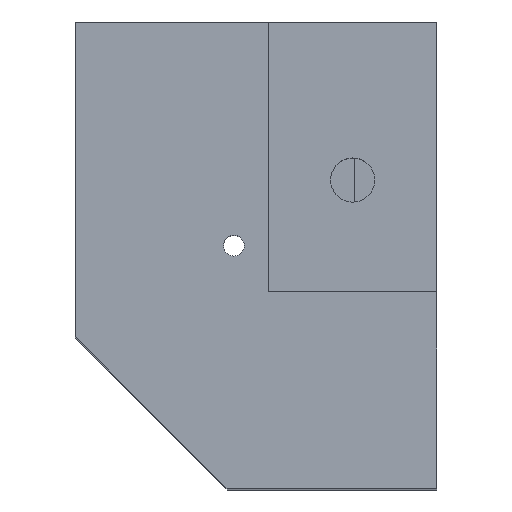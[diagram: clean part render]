
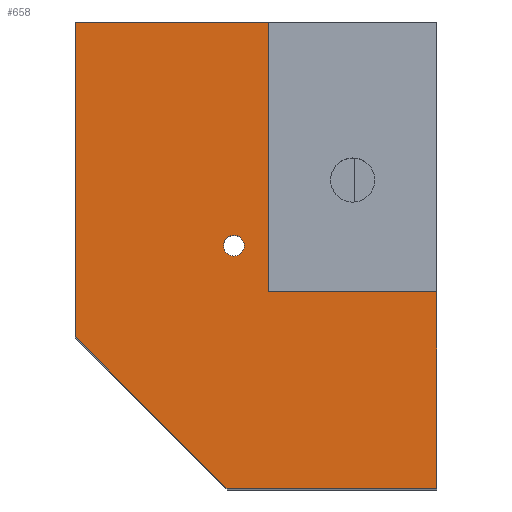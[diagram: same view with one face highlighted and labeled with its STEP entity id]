
A CAD part, top view. The second image highlights one B-rep face of the part: STEP entity #658.
In plain terms, the highlighted planar face has unit normal (0, 0, 1).
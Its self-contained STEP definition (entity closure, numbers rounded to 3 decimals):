
#240 = VERTEX_POINT('',#241);
#241 = CARTESIAN_POINT('',(0.,33.8,47.945));
#265 = VERTEX_POINT('',#266);
#266 = CARTESIAN_POINT('',(0.,11.,47.945));
#272 = EDGE_CURVE('',#265,#240,#273,.T.);
#273 = LINE('',#274,#275);
#274 = CARTESIAN_POINT('',(0.,11.,47.945));
#275 = VECTOR('',#276,1.);
#276 = DIRECTION('',(0.,1.,0.));
#309 = EDGE_CURVE('',#240,#310,#312,.T.);
#310 = VERTEX_POINT('',#311);
#311 = CARTESIAN_POINT('',(14.01,33.8,47.945));
#312 = LINE('',#313,#314);
#313 = CARTESIAN_POINT('',(0.,33.8,47.945));
#314 = VECTOR('',#315,1.);
#315 = DIRECTION('',(1.,0.,0.));
#358 = VERTEX_POINT('',#359);
#359 = CARTESIAN_POINT('',(26.2,14.265,47.945));
#365 = EDGE_CURVE('',#358,#366,#368,.T.);
#366 = VERTEX_POINT('',#367);
#367 = CARTESIAN_POINT('',(26.2,0.,47.945));
#368 = LINE('',#369,#370);
#369 = CARTESIAN_POINT('',(26.2,33.8,47.945));
#370 = VECTOR('',#371,1.);
#371 = DIRECTION('',(0.,-1.,0.));
#641 = VERTEX_POINT('',#642);
#642 = CARTESIAN_POINT('',(11.,0.,47.945));
#648 = EDGE_CURVE('',#265,#641,#649,.T.);
#649 = LINE('',#650,#651);
#650 = CARTESIAN_POINT('',(0.,11.,47.945));
#651 = VECTOR('',#652,1.);
#652 = DIRECTION('',(0.707,-0.707,0.));
#658 = ADVANCED_FACE('',(#659,#685),#696,.T.);
#659 = FACE_BOUND('',#660,.T.);
#660 = EDGE_LOOP('',(#661,#662,#663,#669,#670,#678,#684));
#661 = ORIENTED_EDGE('',*,*,#272,.F.);
#662 = ORIENTED_EDGE('',*,*,#648,.T.);
#663 = ORIENTED_EDGE('',*,*,#664,.T.);
#664 = EDGE_CURVE('',#641,#366,#665,.T.);
#665 = LINE('',#666,#667);
#666 = CARTESIAN_POINT('',(25.99,0.,47.945));
#667 = VECTOR('',#668,1.);
#668 = DIRECTION('',(1.,0.,0.));
#669 = ORIENTED_EDGE('',*,*,#365,.F.);
#670 = ORIENTED_EDGE('',*,*,#671,.F.);
#671 = EDGE_CURVE('',#672,#358,#674,.T.);
#672 = VERTEX_POINT('',#673);
#673 = CARTESIAN_POINT('',(14.01,14.265,47.945));
#674 = LINE('',#675,#676);
#675 = CARTESIAN_POINT('',(25.99,14.265,47.945));
#676 = VECTOR('',#677,1.);
#677 = DIRECTION('',(1.,0.,0.));
#678 = ORIENTED_EDGE('',*,*,#679,.F.);
#679 = EDGE_CURVE('',#310,#672,#680,.T.);
#680 = LINE('',#681,#682);
#681 = CARTESIAN_POINT('',(14.01,25.942,47.945));
#682 = VECTOR('',#683,1.);
#683 = DIRECTION('',(0.,-1.,0.));
#684 = ORIENTED_EDGE('',*,*,#309,.F.);
#685 = FACE_BOUND('',#686,.T.);
#686 = EDGE_LOOP('',(#687));
#687 = ORIENTED_EDGE('',*,*,#688,.T.);
#688 = EDGE_CURVE('',#689,#689,#691,.T.);
#689 = VERTEX_POINT('',#690);
#690 = CARTESIAN_POINT('',(12.25,17.6,47.945));
#691 = CIRCLE('',#692,0.75);
#692 = AXIS2_PLACEMENT_3D('',#693,#694,#695);
#693 = CARTESIAN_POINT('',(11.5,17.6,47.945));
#694 = DIRECTION('',(0.,0.,-1.));
#695 = DIRECTION('',(1.,0.,0.));
#696 = PLANE('',#697);
#697 = AXIS2_PLACEMENT_3D('',#698,#699,#700);
#698 = CARTESIAN_POINT('',(11.967,15.983,47.945));
#699 = DIRECTION('',(0.,0.,1.));
#700 = DIRECTION('',(1.,0.,0.));
